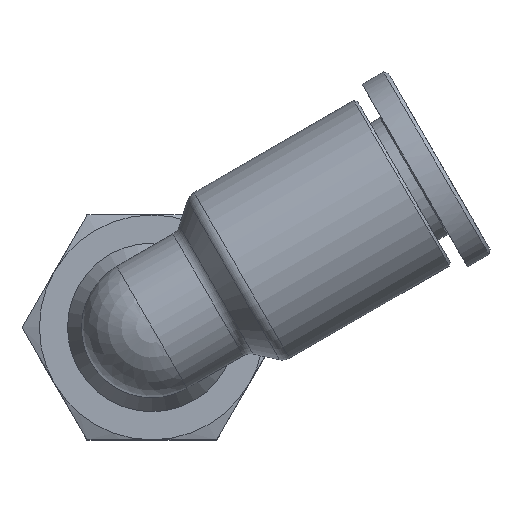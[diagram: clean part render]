
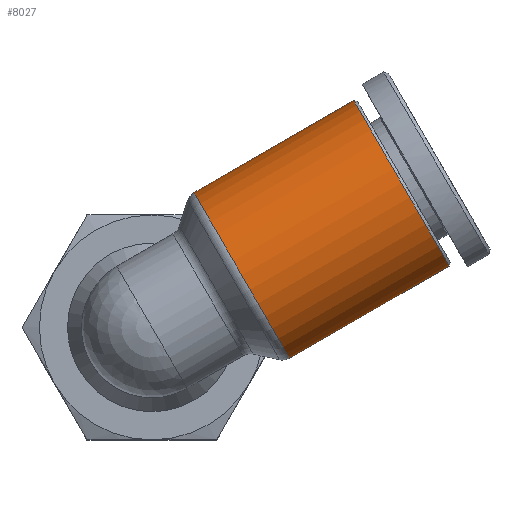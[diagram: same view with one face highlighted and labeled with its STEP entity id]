
A CAD part, top view. The second image highlights one B-rep face of the part: STEP entity #8027.
In plain terms, the highlighted cylindrical face has radius 6.8 mm (diameter 13.6 mm), a full revolution.
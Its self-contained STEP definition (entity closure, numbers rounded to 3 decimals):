
#124=CYLINDRICAL_SURFACE('',#11229,6.8);
#4376=ORIENTED_EDGE('',*,*,#5502,.F.);
#4377=ORIENTED_EDGE('',*,*,#5513,.F.);
#5502=EDGE_CURVE('',#6265,#6265,#6336,.T.);
#5513=EDGE_CURVE('',#6274,#6274,#6343,.T.);
#6265=VERTEX_POINT('',#15899);
#6274=VERTEX_POINT('',#16029);
#6336=CIRCLE('',#11204,6.8);
#6343=CIRCLE('',#11228,6.8);
#6797=EDGE_LOOP('',(#4376));
#6798=EDGE_LOOP('',(#4377));
#7258=FACE_BOUND('',#6797,.T.);
#7259=FACE_BOUND('',#6798,.T.);
#8027=ADVANCED_FACE('',(#7258,#7259),#124,.T.);
#11204=AXIS2_PLACEMENT_3D('',#15898,#13118,#13119);
#11228=AXIS2_PLACEMENT_3D('',#16028,#13166,#13167);
#11229=AXIS2_PLACEMENT_3D('',#16030,#13168,#13169);
#13118=DIRECTION('',(1.,0.,0.));
#13119=DIRECTION('',(0.,0.,1.));
#13166=DIRECTION('',(-1.,0.,0.));
#13167=DIRECTION('',(0.,0.,-1.));
#13168=DIRECTION('',(1.,0.,0.));
#13169=DIRECTION('',(0.,0.,1.));
#15898=CARTESIAN_POINT('',(31.491,17.287,-2.519));
#15899=CARTESIAN_POINT('',(31.491,17.287,4.281));
#16028=CARTESIAN_POINT('',(18.375,17.287,-2.519));
#16029=CARTESIAN_POINT('',(18.375,17.287,-9.319));
#16030=CARTESIAN_POINT('',(22.991,17.287,-2.519));
